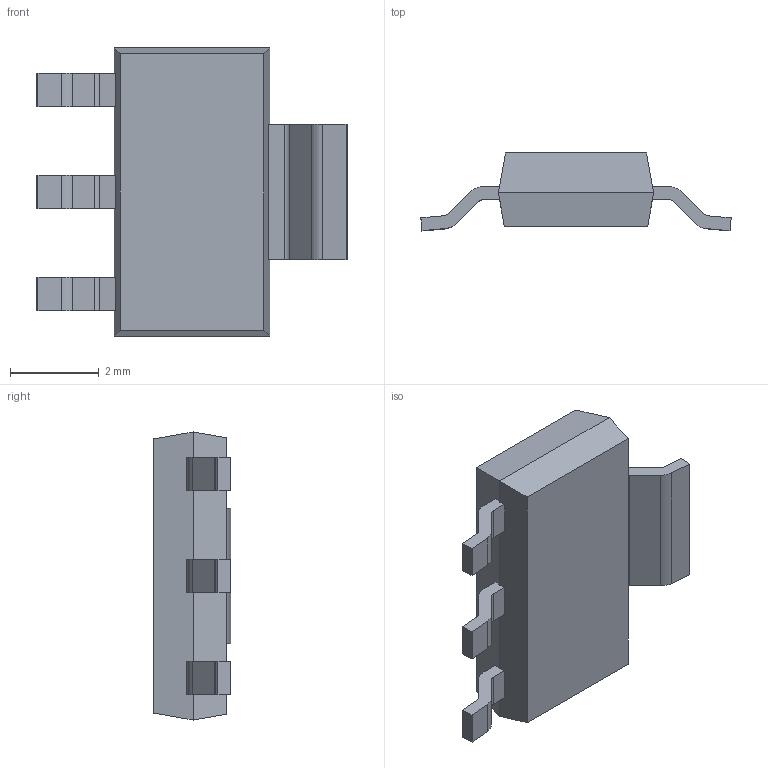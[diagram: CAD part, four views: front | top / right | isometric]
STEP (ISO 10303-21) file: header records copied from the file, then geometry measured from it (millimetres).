
FILE_DESCRIPTION (( 'STEP AP214' ), '1' );
FILE_NAME ('318E-04.STEP', '2024-05-17T03:33:56', ( 'LENOVO' ), ( '' ), 'SwSTEP 2.0', 'SolidWorks 2021', '' );
FILE_SCHEMA (( 'AUTOMOTIVE_DESIGN' ));
Length unit declared in the file: millimetre
Products named in the file (1): 318E-04
Bounding box: 7 x 1.75 x 6.5 mm (x, y, z)
Volume: 38.2 mm3; surface area: 101.5 mm2
Topology: 5 solids, 5 shells, 70 faces, 176 edges, 116 vertices
Faces by surface type: plane 54, cylinder 16
Entity records: 2150 total; most frequent: CARTESIAN_POINT 363, ORIENTED_EDGE 352, DIRECTION 350, EDGE_CURVE 176, VECTOR 144, LINE 144, VERTEX_POINT 116, AXIS2_PLACEMENT_3D 103
